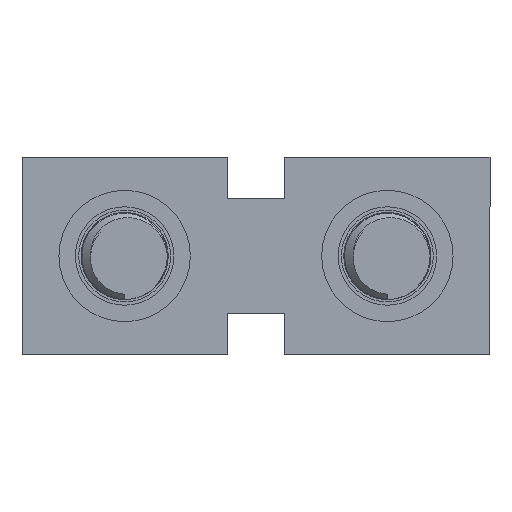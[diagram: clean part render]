
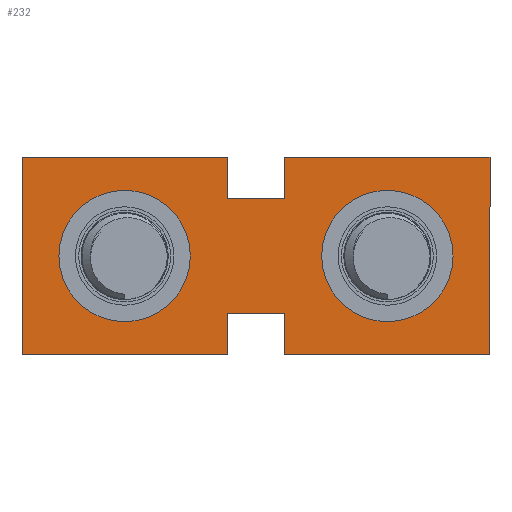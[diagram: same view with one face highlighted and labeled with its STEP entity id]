
A CAD part, front view. The second image highlights one B-rep face of the part: STEP entity #232.
In plain terms, the highlighted planar face has unit normal (0, -1, 0).
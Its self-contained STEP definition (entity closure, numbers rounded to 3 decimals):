
#30 = AXIS2_PLACEMENT_3D ( 'NONE', #3657, #1413, #4034 ) ;
#51 = ORIENTED_EDGE ( 'NONE', *, *, #2454, .F. ) ;
#116 = CIRCLE ( 'NONE', #1779, 1.575 ) ;
#119 = VECTOR ( 'NONE', #2293, 1000. ) ;
#136 = CARTESIAN_POINT ( 'NONE',  ( 0., -3.75, -1.575 ) ) ;
#143 = ORIENTED_EDGE ( 'NONE', *, *, #4804, .F. ) ;
#177 = ORIENTED_EDGE ( 'NONE', *, *, #1095, .F. ) ;
#183 = CARTESIAN_POINT ( 'NONE',  ( 4.875, -3.75, 3. ) ) ;
#185 = EDGE_CURVE ( 'NONE', #2816, #1096, #116, .T. ) ;
#206 = CARTESIAN_POINT ( 'NONE',  ( 3.125, -3.75, -1.75 ) ) ;
#220 = VECTOR ( 'NONE', #2138, 1000. ) ;
#225 = LINE ( 'NONE', #4744, #2141 ) ;
#232 = ADVANCED_FACE ( 'NONE', ( #3211, #1194, #303 ), #456, .F. ) ;
#262 = EDGE_CURVE ( 'NONE', #2638, #1556, #714, .T. ) ;
#278 = LINE ( 'NONE', #4240, #3073 ) ;
#303 = FACE_BOUND ( 'NONE', #2943, .T. ) ;
#363 = CARTESIAN_POINT ( 'NONE',  ( -3.125, -3.75, -3. ) ) ;
#456 = PLANE ( 'NONE',  #1248 ) ;
#483 = DIRECTION ( 'NONE',  ( 0., 0., 1. ) ) ;
#490 = VERTEX_POINT ( 'NONE', #1346 ) ;
#530 = VECTOR ( 'NONE', #564, 1000. ) ;
#564 = DIRECTION ( 'NONE',  ( 1., 0., 0. ) ) ;
#580 = DIRECTION ( 'NONE',  ( 1., 0., 0. ) ) ;
#642 = EDGE_CURVE ( 'NONE', #1096, #2816, #4834, .T. ) ;
#672 = CIRCLE ( 'NONE', #1540, 1.575 ) ;
#714 = LINE ( 'NONE', #1994, #4606 ) ;
#771 = VERTEX_POINT ( 'NONE', #2572 ) ;
#842 = DIRECTION ( 'NONE',  ( 0., 0., 1. ) ) ;
#908 = VERTEX_POINT ( 'NONE', #2709 ) ;
#1026 = CARTESIAN_POINT ( 'NONE',  ( 3.125, -3.75, 1.75 ) ) ;
#1056 = LINE ( 'NONE', #2628, #4044 ) ;
#1091 = CARTESIAN_POINT ( 'NONE',  ( 3.125, -3.75, 1.75 ) ) ;
#1095 = EDGE_CURVE ( 'NONE', #1339, #1204, #1536, .T. ) ;
#1096 = VERTEX_POINT ( 'NONE', #3956 ) ;
#1106 = DIRECTION ( 'NONE',  ( 0., 1., 0. ) ) ;
#1114 = LINE ( 'NONE', #1754, #220 ) ;
#1124 = EDGE_CURVE ( 'NONE', #490, #1556, #3423, .T. ) ;
#1142 = LINE ( 'NONE', #4529, #119 ) ;
#1190 = VERTEX_POINT ( 'NONE', #3261 ) ;
#1194 = FACE_OUTER_BOUND ( 'NONE', #3676, .T. ) ;
#1204 = VERTEX_POINT ( 'NONE', #4374 ) ;
#1230 = CARTESIAN_POINT ( 'NONE',  ( 0., -3.75, 0. ) ) ;
#1248 = AXIS2_PLACEMENT_3D ( 'NONE', #1230, #3845, #1592 ) ;
#1339 = VERTEX_POINT ( 'NONE', #4448 ) ;
#1346 = CARTESIAN_POINT ( 'NONE',  ( 3.125, -3.75, -1.75 ) ) ;
#1413 = DIRECTION ( 'NONE',  ( 0., 1., 0. ) ) ;
#1420 = DIRECTION ( 'NONE',  ( 0., 1., 0. ) ) ;
#1422 = VERTEX_POINT ( 'NONE', #4259 ) ;
#1428 = VECTOR ( 'NONE', #580, 1000. ) ;
#1536 = LINE ( 'NONE', #183, #530 ) ;
#1540 = AXIS2_PLACEMENT_3D ( 'NONE', #3363, #1106, #3720 ) ;
#1556 = VERTEX_POINT ( 'NONE', #4698 ) ;
#1592 = DIRECTION ( 'NONE',  ( 0., 0., 1. ) ) ;
#1649 = EDGE_CURVE ( 'NONE', #490, #1422, #225, .T. ) ;
#1754 = CARTESIAN_POINT ( 'NONE',  ( -3.125, -3.75, -3. ) ) ;
#1779 = AXIS2_PLACEMENT_3D ( 'NONE', #1945, #4563, #2332 ) ;
#1912 = ORIENTED_EDGE ( 'NONE', *, *, #2769, .T. ) ;
#1945 = CARTESIAN_POINT ( 'NONE',  ( 8., -3.75, 0. ) ) ;
#1955 = ORIENTED_EDGE ( 'NONE', *, *, #2904, .T. ) ;
#1970 = EDGE_CURVE ( 'NONE', #2946, #2766, #278, .T. ) ;
#1994 = CARTESIAN_POINT ( 'NONE',  ( 4.875, -3.75, -3. ) ) ;
#2031 = ORIENTED_EDGE ( 'NONE', *, *, #2245, .T. ) ;
#2054 = ORIENTED_EDGE ( 'NONE', *, *, #185, .T. ) ;
#2120 = ORIENTED_EDGE ( 'NONE', *, *, #3904, .F. ) ;
#2138 = DIRECTION ( 'NONE',  ( -1., 0., 0. ) ) ;
#2141 = VECTOR ( 'NONE', #2507, 1000. ) ;
#2149 = EDGE_CURVE ( 'NONE', #1422, #2946, #1114, .T. ) ;
#2219 = AXIS2_PLACEMENT_3D ( 'NONE', #3662, #1420, #4046 ) ;
#2245 = EDGE_CURVE ( 'NONE', #908, #3439, #3860, .T. ) ;
#2286 = CARTESIAN_POINT ( 'NONE',  ( 3.125, -3.75, -3. ) ) ;
#2293 = DIRECTION ( 'NONE',  ( 1., 0., 0. ) ) ;
#2332 = DIRECTION ( 'NONE',  ( 0., 0., 1. ) ) ;
#2403 = VERTEX_POINT ( 'NONE', #1091 ) ;
#2454 = EDGE_CURVE ( 'NONE', #1204, #771, #1056, .T. ) ;
#2507 = DIRECTION ( 'NONE',  ( 0., 0., -1. ) ) ;
#2528 = VECTOR ( 'NONE', #4135, 1000. ) ;
#2555 = CARTESIAN_POINT ( 'NONE',  ( 4.875, -3.75, -3. ) ) ;
#2570 = CARTESIAN_POINT ( 'NONE',  ( 3.125, -3.75, 3. ) ) ;
#2572 = CARTESIAN_POINT ( 'NONE',  ( 11.125, -3.75, -3. ) ) ;
#2628 = CARTESIAN_POINT ( 'NONE',  ( 11.125, -3.75, -3. ) ) ;
#2638 = VERTEX_POINT ( 'NONE', #2555 ) ;
#2641 = LINE ( 'NONE', #2286, #2528 ) ;
#2709 = CARTESIAN_POINT ( 'NONE',  ( 0., -3.75, 1.575 ) ) ;
#2766 = VERTEX_POINT ( 'NONE', #3291 ) ;
#2769 = EDGE_CURVE ( 'NONE', #1190, #2403, #4515, .T. ) ;
#2816 = VERTEX_POINT ( 'NONE', #4041 ) ;
#2904 = EDGE_CURVE ( 'NONE', #3439, #908, #672, .T. ) ;
#2916 = ORIENTED_EDGE ( 'NONE', *, *, #642, .T. ) ;
#2943 = EDGE_LOOP ( 'NONE', ( #2916, #2054 ) ) ;
#2946 = VERTEX_POINT ( 'NONE', #363 ) ;
#3002 = DIRECTION ( 'NONE',  ( 0., 0., -1. ) ) ;
#3073 = VECTOR ( 'NONE', #483, 1000. ) ;
#3211 = FACE_BOUND ( 'NONE', #4800, .T. ) ;
#3261 = CARTESIAN_POINT ( 'NONE',  ( 4.875, -3.75, 1.75 ) ) ;
#3291 = CARTESIAN_POINT ( 'NONE',  ( -3.125, -3.75, 3. ) ) ;
#3363 = CARTESIAN_POINT ( 'NONE',  ( 0., -3.75, 0. ) ) ;
#3388 = ORIENTED_EDGE ( 'NONE', *, *, #1970, .F. ) ;
#3392 = VECTOR ( 'NONE', #4025, 1000. ) ;
#3423 = LINE ( 'NONE', #206, #1428 ) ;
#3439 = VERTEX_POINT ( 'NONE', #136 ) ;
#3448 = LINE ( 'NONE', #3483, #3571 ) ;
#3483 = CARTESIAN_POINT ( 'NONE',  ( 4.875, -3.75, -3. ) ) ;
#3571 = VECTOR ( 'NONE', #842, 1000. ) ;
#3633 = VERTEX_POINT ( 'NONE', #2570 ) ;
#3657 = CARTESIAN_POINT ( 'NONE',  ( 8., -3.75, 0. ) ) ;
#3662 = CARTESIAN_POINT ( 'NONE',  ( 0., -3.75, 0. ) ) ;
#3676 = EDGE_LOOP ( 'NONE', ( #143, #2120, #3388, #3917, #3735, #3925, #4226, #4202, #51, #177, #4623, #1912 ) ) ;
#3711 = DIRECTION ( 'NONE',  ( -1., 0., 0. ) ) ;
#3720 = DIRECTION ( 'NONE',  ( 0., 0., 1. ) ) ;
#3721 = LINE ( 'NONE', #4835, #4610 ) ;
#3735 = ORIENTED_EDGE ( 'NONE', *, *, #1649, .F. ) ;
#3782 = EDGE_CURVE ( 'NONE', #771, #2638, #3721, .T. ) ;
#3845 = DIRECTION ( 'NONE',  ( 0., 1., 0. ) ) ;
#3860 = CIRCLE ( 'NONE', #2219, 1.575 ) ;
#3904 = EDGE_CURVE ( 'NONE', #2766, #3633, #1142, .T. ) ;
#3917 = ORIENTED_EDGE ( 'NONE', *, *, #2149, .F. ) ;
#3925 = ORIENTED_EDGE ( 'NONE', *, *, #1124, .T. ) ;
#3956 = CARTESIAN_POINT ( 'NONE',  ( 8., -3.75, 1.575 ) ) ;
#4025 = DIRECTION ( 'NONE',  ( -1., 0., 0. ) ) ;
#4034 = DIRECTION ( 'NONE',  ( 0., 0., 1. ) ) ;
#4041 = CARTESIAN_POINT ( 'NONE',  ( 8., -3.75, -1.575 ) ) ;
#4044 = VECTOR ( 'NONE', #3002, 1000. ) ;
#4046 = DIRECTION ( 'NONE',  ( 0., 0., 1. ) ) ;
#4135 = DIRECTION ( 'NONE',  ( 0., 0., -1. ) ) ;
#4202 = ORIENTED_EDGE ( 'NONE', *, *, #3782, .F. ) ;
#4226 = ORIENTED_EDGE ( 'NONE', *, *, #262, .F. ) ;
#4240 = CARTESIAN_POINT ( 'NONE',  ( -3.125, -3.75, -3. ) ) ;
#4259 = CARTESIAN_POINT ( 'NONE',  ( 3.125, -3.75, -3. ) ) ;
#4368 = EDGE_CURVE ( 'NONE', #1190, #1339, #3448, .T. ) ;
#4374 = CARTESIAN_POINT ( 'NONE',  ( 11.125, -3.75, 3. ) ) ;
#4448 = CARTESIAN_POINT ( 'NONE',  ( 4.875, -3.75, 3. ) ) ;
#4515 = LINE ( 'NONE', #1026, #3392 ) ;
#4529 = CARTESIAN_POINT ( 'NONE',  ( -3.125, -3.75, 3. ) ) ;
#4563 = DIRECTION ( 'NONE',  ( 0., 1., 0. ) ) ;
#4606 = VECTOR ( 'NONE', #4626, 1000. ) ;
#4610 = VECTOR ( 'NONE', #3711, 1000. ) ;
#4623 = ORIENTED_EDGE ( 'NONE', *, *, #4368, .F. ) ;
#4626 = DIRECTION ( 'NONE',  ( 0., 0., 1. ) ) ;
#4698 = CARTESIAN_POINT ( 'NONE',  ( 4.875, -3.75, -1.75 ) ) ;
#4744 = CARTESIAN_POINT ( 'NONE',  ( 3.125, -3.75, -3. ) ) ;
#4800 = EDGE_LOOP ( 'NONE', ( #2031, #1955 ) ) ;
#4804 = EDGE_CURVE ( 'NONE', #3633, #2403, #2641, .T. ) ;
#4834 = CIRCLE ( 'NONE', #30, 1.575 ) ;
#4835 = CARTESIAN_POINT ( 'NONE',  ( 4.875, -3.75, -3. ) ) ;
